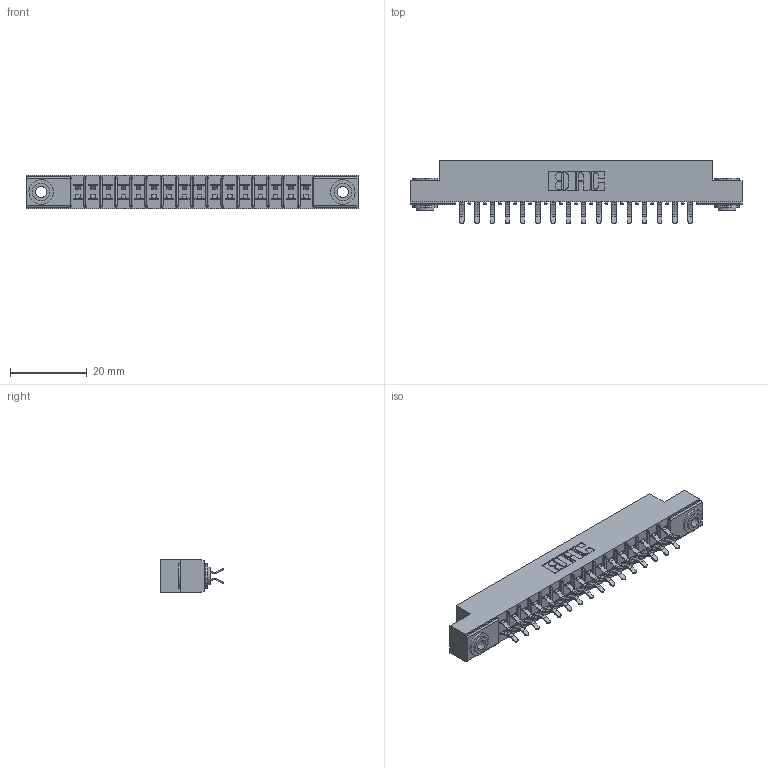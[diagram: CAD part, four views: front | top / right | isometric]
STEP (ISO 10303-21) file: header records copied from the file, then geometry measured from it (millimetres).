
FILE_DESCRIPTION (( 'STEP AP203' ), '1' );
FILE_NAME ('305-032-556-503.STEP', '2019-09-09T16:54:43', ( '' ), ( '' ), 'SwSTEP 2.0', 'SolidWorks 2016', '' );
FILE_SCHEMA (( 'CONFIG_CONTROL_DESIGN' ));
Length unit declared in the file: inch
Products named in the file (4): 305-032-556-503; 345-250-002_345-250-002-102; 305-290-001_556; 305 Part_.156 Dia
Assembly tree (35 placements, depth 2):
  305-032-556-503
    305 Part_.156 Dia
    305-290-001_556  x32
    345-250-002_345-250-002-102  x2
Bounding box: 86.41 x 16.64 x 8.71 mm (x, y, z)
Volume: 5198.3 mm3; surface area: 10231.3 mm2
Topology: 35 solids, 35 shells, 1960 faces, 5596 edges, 3640 vertices
Faces by surface type: plane 1084, cylinder 804, sphere 64, cone 8
Entity records: 21776 total; most frequent: CARTESIAN_POINT 3587, ORIENTED_EDGE 3548, DIRECTION 3510, EDGE_CURVE 1774, VECTOR 1392, LINE 1392, VERTEX_POINT 1136, AXIS2_PLACEMENT_3D 1059
